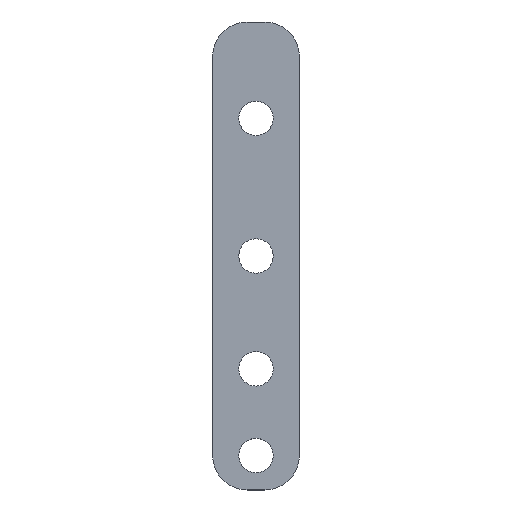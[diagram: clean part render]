
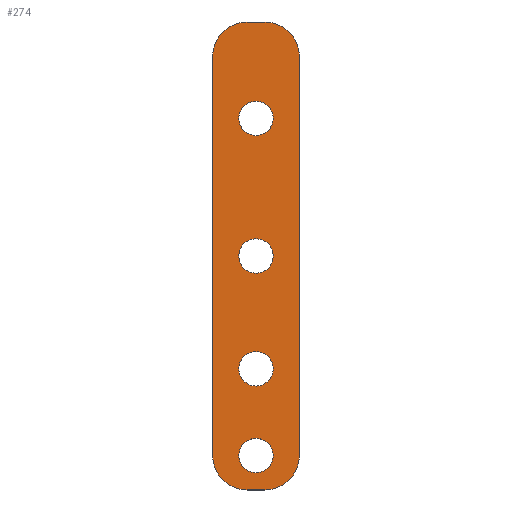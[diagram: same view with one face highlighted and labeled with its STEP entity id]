
A CAD part, top view. The second image highlights one B-rep face of the part: STEP entity #274.
In plain terms, the highlighted planar face has unit normal (0, 0, 1).
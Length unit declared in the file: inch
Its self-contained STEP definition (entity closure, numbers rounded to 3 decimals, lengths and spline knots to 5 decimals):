
#19=FACE_BOUND('',#61,.T.);
#20=FACE_BOUND('',#62,.T.);
#21=FACE_BOUND('',#63,.T.);
#22=FACE_BOUND('',#64,.T.);
#28=PLANE('',#326);
#42=FACE_OUTER_BOUND('',#60,.T.);
#60=EDGE_LOOP('',(#241,#242,#243,#244,#245,#246,#247,#248));
#61=EDGE_LOOP('',(#249));
#62=EDGE_LOOP('',(#250));
#63=EDGE_LOOP('',(#251));
#64=EDGE_LOOP('',(#252));
#69=LINE('',#424,#89);
#75=LINE('',#452,#95);
#78=LINE('',#460,#98);
#84=LINE('',#482,#104);
#89=VECTOR('',#341,0.3937);
#95=VECTOR('',#369,0.3937);
#98=VECTOR('',#378,0.3937);
#104=VECTOR('',#406,0.3937);
#105=CIRCLE('',#298,0.125);
#114=CIRCLE('',#310,0.125);
#115=CIRCLE('',#313,0.125);
#116=CIRCLE('',#316,0.125);
#117=CIRCLE('',#318,0.0625);
#118=CIRCLE('',#320,0.0625);
#119=CIRCLE('',#322,0.0625);
#120=CIRCLE('',#324,0.0625);
#121=VERTEX_POINT('',#411);
#122=VERTEX_POINT('',#412);
#126=VERTEX_POINT('',#422);
#136=VERTEX_POINT('',#446);
#137=VERTEX_POINT('',#450);
#138=VERTEX_POINT('',#454);
#139=VERTEX_POINT('',#458);
#140=VERTEX_POINT('',#462);
#141=VERTEX_POINT('',#466);
#142=VERTEX_POINT('',#470);
#143=VERTEX_POINT('',#474);
#144=VERTEX_POINT('',#478);
#145=EDGE_CURVE('',#121,#122,#105,.T.);
#151=EDGE_CURVE('',#121,#126,#69,.T.);
#162=EDGE_CURVE('',#136,#126,#114,.T.);
#165=EDGE_CURVE('',#136,#137,#75,.T.);
#166=EDGE_CURVE('',#138,#137,#115,.T.);
#169=EDGE_CURVE('',#138,#139,#78,.T.);
#170=EDGE_CURVE('',#140,#139,#116,.T.);
#172=EDGE_CURVE('',#141,#141,#117,.T.);
#174=EDGE_CURVE('',#142,#142,#118,.T.);
#176=EDGE_CURVE('',#143,#143,#119,.T.);
#178=EDGE_CURVE('',#144,#144,#120,.T.);
#180=EDGE_CURVE('',#140,#122,#84,.T.);
#241=ORIENTED_EDGE('',*,*,#145,.F.);
#242=ORIENTED_EDGE('',*,*,#151,.T.);
#243=ORIENTED_EDGE('',*,*,#162,.F.);
#244=ORIENTED_EDGE('',*,*,#165,.T.);
#245=ORIENTED_EDGE('',*,*,#166,.F.);
#246=ORIENTED_EDGE('',*,*,#169,.T.);
#247=ORIENTED_EDGE('',*,*,#170,.F.);
#248=ORIENTED_EDGE('',*,*,#180,.T.);
#249=ORIENTED_EDGE('',*,*,#178,.T.);
#250=ORIENTED_EDGE('',*,*,#176,.T.);
#251=ORIENTED_EDGE('',*,*,#174,.T.);
#252=ORIENTED_EDGE('',*,*,#172,.T.);
#274=ADVANCED_FACE('',(#42,#19,#20,#21,#22),#28,.T.);
#298=AXIS2_PLACEMENT_3D('',#413,#331,#332);
#310=AXIS2_PLACEMENT_3D('',#447,#363,#364);
#313=AXIS2_PLACEMENT_3D('',#455,#372,#373);
#316=AXIS2_PLACEMENT_3D('',#463,#381,#382);
#318=AXIS2_PLACEMENT_3D('',#467,#386,#387);
#320=AXIS2_PLACEMENT_3D('',#471,#391,#392);
#322=AXIS2_PLACEMENT_3D('',#475,#396,#397);
#324=AXIS2_PLACEMENT_3D('',#479,#401,#402);
#326=AXIS2_PLACEMENT_3D('',#483,#407,#408);
#331=DIRECTION('center_axis',(0.,0.,-1.));
#332=DIRECTION('ref_axis',(-0.707,-0.707,0.));
#341=DIRECTION('',(1.,0.,0.));
#363=DIRECTION('center_axis',(0.,0.,-1.));
#364=DIRECTION('ref_axis',(0.707,-0.707,0.));
#369=DIRECTION('',(0.,1.,0.));
#372=DIRECTION('center_axis',(0.,0.,-1.));
#373=DIRECTION('ref_axis',(0.707,0.707,0.));
#378=DIRECTION('',(-1.,0.,0.));
#381=DIRECTION('center_axis',(0.,0.,-1.));
#382=DIRECTION('ref_axis',(-0.707,0.707,0.));
#386=DIRECTION('center_axis',(0.,0.,-1.));
#387=DIRECTION('ref_axis',(-1.,0.,0.));
#391=DIRECTION('center_axis',(0.,0.,-1.));
#392=DIRECTION('ref_axis',(-1.,0.,0.));
#396=DIRECTION('center_axis',(0.,0.,-1.));
#397=DIRECTION('ref_axis',(-1.,0.,0.));
#401=DIRECTION('center_axis',(0.,0.,-1.));
#402=DIRECTION('ref_axis',(-1.,0.,0.));
#406=DIRECTION('',(0.,-1.,0.));
#407=DIRECTION('center_axis',(0.,0.,1.));
#408=DIRECTION('ref_axis',(1.,0.,0.));
#411=CARTESIAN_POINT('',(-0.0325,-0.85,0.125));
#412=CARTESIAN_POINT('',(-0.1575,-0.725,0.125));
#413=CARTESIAN_POINT('Origin',(-0.0325,-0.725,0.125));
#422=CARTESIAN_POINT('',(0.0325,-0.85,0.125));
#424=CARTESIAN_POINT('',(-0.1575,-0.85,0.125));
#446=CARTESIAN_POINT('',(0.1575,-0.725,0.125));
#447=CARTESIAN_POINT('Origin',(0.0325,-0.725,0.125));
#450=CARTESIAN_POINT('',(0.1575,0.725,0.125));
#452=CARTESIAN_POINT('',(0.1575,-0.85,0.125));
#454=CARTESIAN_POINT('',(0.0325,0.85,0.125));
#455=CARTESIAN_POINT('Origin',(0.0325,0.725,0.125));
#458=CARTESIAN_POINT('',(-0.0325,0.85,0.125));
#460=CARTESIAN_POINT('',(0.1575,0.85,0.125));
#462=CARTESIAN_POINT('',(-0.1575,0.725,0.125));
#463=CARTESIAN_POINT('Origin',(-0.0325,0.725,0.125));
#466=CARTESIAN_POINT('',(0.0625,0.,0.125));
#467=CARTESIAN_POINT('Origin',(0.,0.,0.125));
#470=CARTESIAN_POINT('',(0.0625,0.5,0.125));
#471=CARTESIAN_POINT('Origin',(0.,0.5,0.125));
#474=CARTESIAN_POINT('',(0.0625,-0.41004,0.125));
#475=CARTESIAN_POINT('Origin',(0.,-0.41004,0.125));
#478=CARTESIAN_POINT('',(0.0625,-0.725,0.125));
#479=CARTESIAN_POINT('Origin',(0.,-0.725,0.125));
#482=CARTESIAN_POINT('',(-0.1575,0.85,0.125));
#483=CARTESIAN_POINT('Origin',(0.,0.,
0.125));
